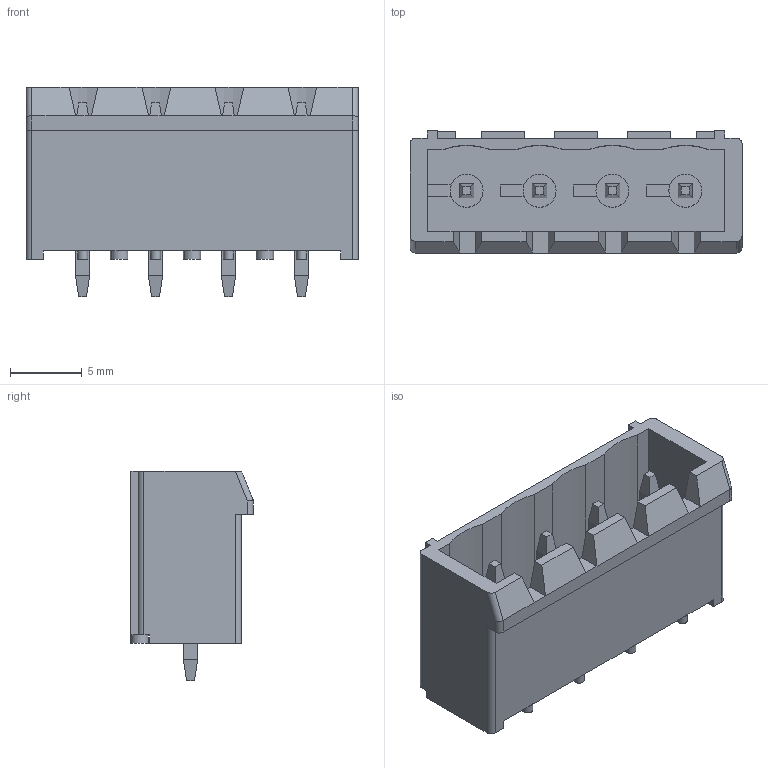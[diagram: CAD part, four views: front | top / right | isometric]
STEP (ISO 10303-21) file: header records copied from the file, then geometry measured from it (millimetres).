
FILE_DESCRIPTION( ( 'Unknown' ), '1' );
FILE_NAME( '691701510004B.stp', 'Unknown', ( 'Quentin LAIDEBEUR' ), ( 'WE' ), 'PSStep 15.0.49', 'Sample-box', ' ' );
FILE_SCHEMA( ( 'AUTOMOTIVE_DESIGN { 1 0 10303 214 1 1 1 1 }' ) );
Length unit declared in the file: millimetre
Products named in the file (3): Assem1; 04; 6917015100xxB_PIN
Assembly tree (5 placements, depth 2):
  Assem1
    04
    6917015100xxB_PIN  x4
Bounding box: 23.12 x 8.5 x 14.6 mm (x, y, z)
Volume: 789.9 mm3; surface area: 2166.6 mm2
Topology: 5 solids, 5 shells, 241 faces, 626 edges, 398 vertices
Faces by surface type: plane 218, cylinder 23
Full cylindrical faces by diameter (mm): 0.7 x4, 1.2 x3, 2.3 x4
Entity records: 7697 total; most frequent: CARTESIAN_POINT 1064, ORIENTED_EDGE 1040, DIRECTION 991, EDGE_CURVE 520, LINE 459, VECTOR 459, VERTEX_POINT 339, AXIS2_PLACEMENT_3D 266
